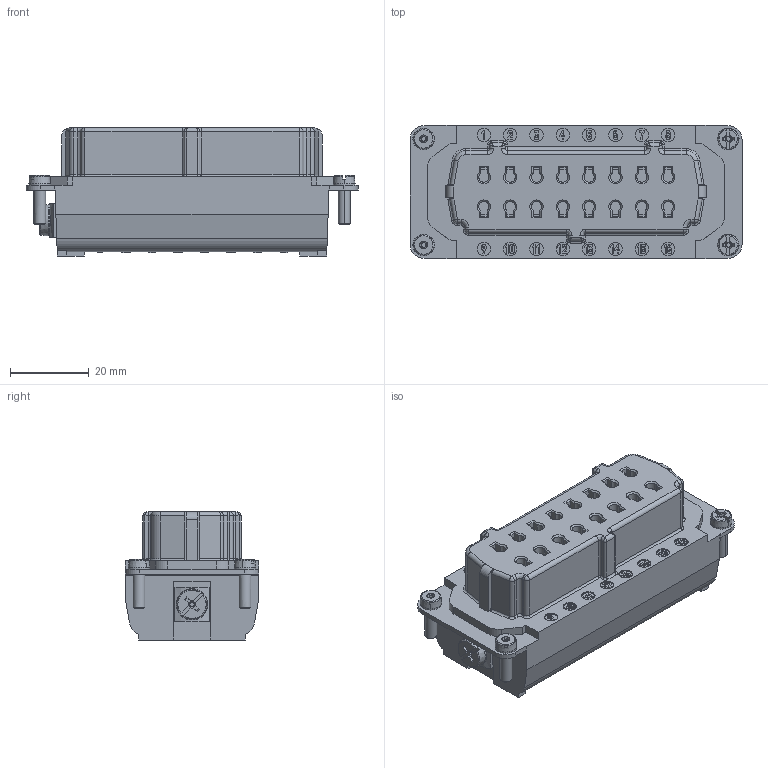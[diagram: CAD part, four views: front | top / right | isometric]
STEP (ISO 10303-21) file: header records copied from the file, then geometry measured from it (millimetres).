
FILE_DESCRIPTION(/* description */ (''),/* implementation_level */ '2;1');
FILE_NAME(/* name */ 'c146 10b016 000 1_c3d.stp',/* time_stamp */ '2018-08-21T13:40:48+02:00',/* author */ (''),/* organization */ (''),/* preprocessor_version */ 'ST-DEVELOPER v16',/* originating_system */ 'SIEMENS PLM Software NX 11.0',/* authorisation */ '');
FILE_SCHEMA (('AUTOMOTIVE_DESIGN { 1 0 10303 214 3 1 1 1 }'));
Products named in the file (1): 13245nxs001-01
Bounding box: 84.5 x 34 x 32.6 mm (x, y, z)
Volume: 58730.3 mm3; surface area: 15981.5 mm2
Topology: 1 solids, 8 shells, 1744 faces, 4527 edges, 2977 vertices
Faces by surface type: plane 1187, extrusion 241, cylinder 193, cone 63, bspline 42, torus 10, sphere 8
Full cylindrical faces by diameter (mm): 0.3 x2, 0.6 x2, 3 x2, 3.4 x16, 3.5 x7, 4 x3, 5.5 x2, 8 x1
Entity records: 66395 total; most frequent: CARTESIAN_POINT 16149, ORIENTED_EDGE 8896, DIRECTION 7608, EDGE_CURVE 4448, VECTOR 3342, LINE 3101, VERTEX_POINT 2963, AXIS2_PLACEMENT_3D 2133
